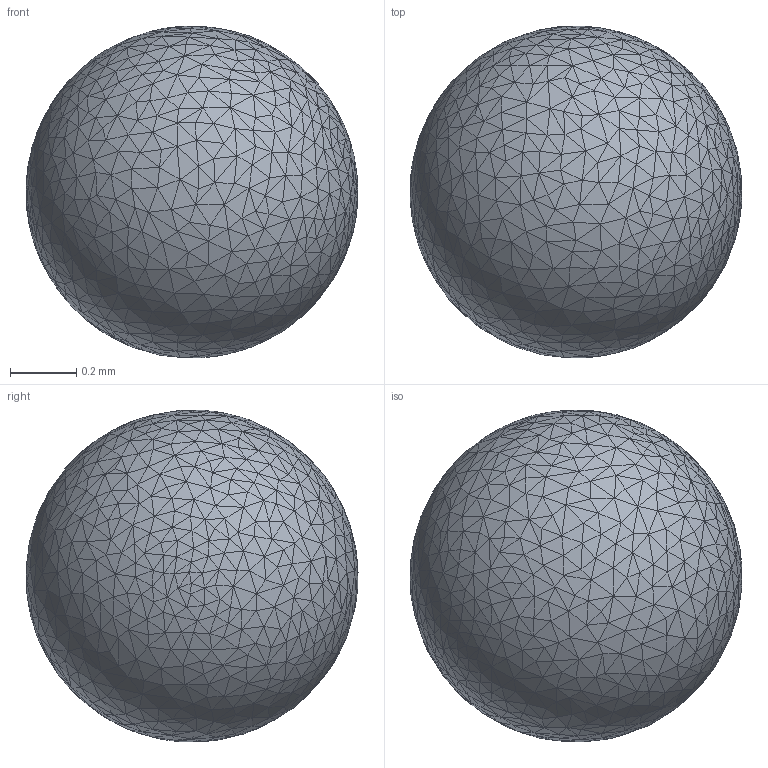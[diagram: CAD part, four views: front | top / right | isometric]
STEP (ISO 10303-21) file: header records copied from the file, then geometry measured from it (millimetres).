
FILE_DESCRIPTION(('FreeCAD Model'),'2;1');
FILE_NAME('Open CASCADE Shape Model','2025-07-07T17:10:29',('Author'),( ''),'Open CASCADE STEP processor 7.8','FreeCAD','Unknown');
FILE_SCHEMA(('AUTOMOTIVE_DESIGN { 1 0 10303 214 1 1 1 1 }'));
Length unit declared in the file: millimetre
Products named in the file (1): sphere_reduced001 (Solid)
Bounding box: 1 x 1 x 1 mm (x, y, z)
Volume: 0.5 mm3; surface area: 3.1 mm2
Topology: 1 solids, 1 shells, 1760 faces, 2640 edges, 882 vertices
Faces by surface type: plane 1760
Entity records: 34354 total; most frequent: DIRECTION 6162, CARTESIAN_POINT 5283, ORIENTED_EDGE 5280, EDGE_CURVE 2640, LINE 2640, VECTOR 2640, AXIS2_PLACEMENT_3D 1761, ADVANCED_FACE 1760
